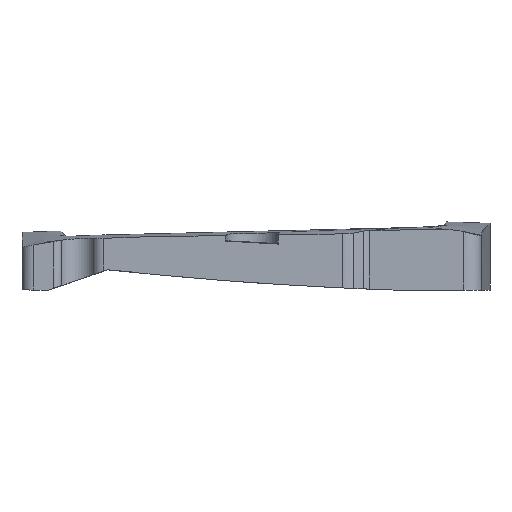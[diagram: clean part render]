
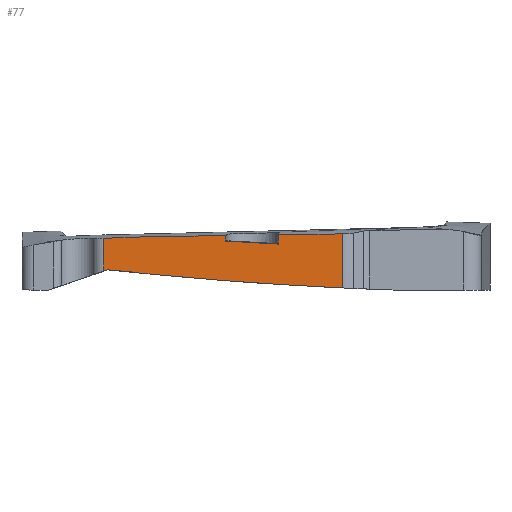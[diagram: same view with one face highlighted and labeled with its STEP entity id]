
A CAD part, front view. The second image highlights one B-rep face of the part: STEP entity #77.
In plain terms, the highlighted planar face has unit normal (-0.008, -1, 0).
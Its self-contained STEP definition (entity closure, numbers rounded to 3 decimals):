
#77=ADVANCED_FACE('',(#198),#199,.T.);
#198=FACE_OUTER_BOUND('',#1932,.T.);
#199=PLANE('',#1933);
#1932=EDGE_LOOP('',(#2401,#2402,#2403,#2404,#2405,#2406,#2407,#2408,#2409));
#1933=AXIS2_PLACEMENT_3D('',#2410,#2411,#2412);
#2401=ORIENTED_EDGE('',*,*,#2903,.T.);
#2402=ORIENTED_EDGE('',*,*,#2863,.T.);
#2403=ORIENTED_EDGE('',*,*,#2855,.T.);
#2404=ORIENTED_EDGE('',*,*,#2905,.F.);
#2405=ORIENTED_EDGE('',*,*,#2808,.T.);
#2406=ORIENTED_EDGE('',*,*,#2925,.T.);
#2407=ORIENTED_EDGE('',*,*,#2886,.T.);
#2408=ORIENTED_EDGE('',*,*,#2926,.T.);
#2409=ORIENTED_EDGE('',*,*,#2804,.T.);
#2410=CARTESIAN_POINT('',(14.154,-92.673,500000.0));
#2411=DIRECTION('',(-0.008,-1.,0.0));
#2412=DIRECTION('',(1.,-0.008,0.0));
#2804=EDGE_CURVE('',#3058,#3056,#3059,.T.);
#2808=EDGE_CURVE('',#3066,#3064,#3067,.T.);
#2855=EDGE_CURVE('',#3139,#3153,#3155,.T.);
#2863=EDGE_CURVE('',#3157,#3139,#3170,.T.);
#2886=EDGE_CURVE('',#3208,#3213,#3215,.T.);
#2903=EDGE_CURVE('',#3056,#3157,#3245,.T.);
#2905=EDGE_CURVE('',#3066,#3153,#3247,.T.);
#2925=EDGE_CURVE('',#3064,#3208,#3274,.T.);
#2926=EDGE_CURVE('',#3213,#3058,#3275,.T.);
#3056=VERTEX_POINT('',#3808);
#3058=VERTEX_POINT('',#3819);
#3059=B_SPLINE_CURVE_WITH_KNOTS('',3,(#3820,#3821,#3822,#3823,#3824,#3825,#3826,#3827,#3828,#3829),.UNSPECIFIED.,.F.,.F.,(4,2,2,2,4),(0.02,0.026,0.031,0.036,0.041),.UNSPECIFIED.);
#3064=VERTEX_POINT('',#3868);
#3066=VERTEX_POINT('',#3873);
#3067=B_SPLINE_CURVE_WITH_KNOTS('',3,(#3874,#3875,#3876,#3877,#3878,#3879,#3880,#3881,#3882,#3883,#3884,#3885),.UNSPECIFIED.,.F.,.F.,(4,2,2,2,2,4),(0.,0.003,0.004,0.006,0.008,0.011),.UNSPECIFIED.);
#3139=VERTEX_POINT('',#4268);
#3153=VERTEX_POINT('',#4296);
#3155=ELLIPSE('',#4298,685.094,685.07);
#3157=VERTEX_POINT('',#4300);
#3170=LINE('',#4316,#4317);
#3208=VERTEX_POINT('',#4361);
#3213=VERTEX_POINT('',#4367);
#3215=LINE('',#4370,#4371);
#3245=LINE('',#4409,#4410);
#3247=LINE('',#4413,#4414);
#3274=LINE('',#4454,#4455);
#3275=LINE('',#4456,#4457);
#3808=CARTESIAN_POINT('',(-27.244,-92.325,3.983));
#3819=CARTESIAN_POINT('',(-6.108,-92.503,4.399));
#3820=CARTESIAN_POINT('',(-6.108,-92.503,4.399));
#3821=CARTESIAN_POINT('',(-7.871,-92.488,4.448));
#3822=CARTESIAN_POINT('',(-9.634,-92.473,4.53));
#3823=CARTESIAN_POINT('',(-13.158,-92.444,4.52));
#3824=CARTESIAN_POINT('',(-14.918,-92.429,4.427));
#3825=CARTESIAN_POINT('',(-18.44,-92.399,4.317));
#3826=CARTESIAN_POINT('',(-20.202,-92.384,4.297));
#3827=CARTESIAN_POINT('',(-23.723,-92.355,4.183));
#3828=CARTESIAN_POINT('',(-25.484,-92.34,4.09));
#3829=CARTESIAN_POINT('',(-27.244,-92.325,3.983));
#3868=CARTESIAN_POINT('',(3.151,-92.581,4.605));
#3873=CARTESIAN_POINT('',(14.154,-92.673,4.752));
#3874=CARTESIAN_POINT('',(14.154,-92.673,4.752));
#3875=CARTESIAN_POINT('',(13.237,-92.665,4.753));
#3876=CARTESIAN_POINT('',(12.321,-92.658,4.805));
#3877=CARTESIAN_POINT('',(10.946,-92.646,4.873));
#3878=CARTESIAN_POINT('',(10.488,-92.642,4.895));
#3879=CARTESIAN_POINT('',(9.571,-92.635,4.921));
#3880=CARTESIAN_POINT('',(9.113,-92.631,4.925));
#3881=CARTESIAN_POINT('',(7.737,-92.619,4.907));
#3882=CARTESIAN_POINT('',(6.819,-92.612,4.86));
#3883=CARTESIAN_POINT('',(4.984,-92.596,4.74));
#3884=CARTESIAN_POINT('',(4.068,-92.588,4.669));
#3885=CARTESIAN_POINT('',(3.151,-92.581,4.605));
#4268=CARTESIAN_POINT('',(-26.563,-92.331,-1.483));
#4296=CARTESIAN_POINT('',(14.154,-92.673,-4.632));
#4298=AXIS2_PLACEMENT_3D('',#4752,#4753,#4754);
#4300=CARTESIAN_POINT('',(-27.244,-92.325,-1.716));
#4316=CARTESIAN_POINT('',(153254.42,-1381.069,52490.039));
#4317=VECTOR('',#4770,1.0);
#4361=CARTESIAN_POINT('',(3.056,-92.58,2.979));
#4367=CARTESIAN_POINT('',(-6.159,-92.502,3.514));
#4370=CARTESIAN_POINT('',(-28939.474,150.76,1684.747));
#4371=VECTOR('',#4821,1.0);
#4409=CARTESIAN_POINT('',(-27.244,-92.325,500000.0));
#4410=VECTOR('',#4854,1.0);
#4413=CARTESIAN_POINT('',(14.154,-92.673,500000.0));
#4414=VECTOR('',#4856,1.0);
#4454=CARTESIAN_POINT('',(28915.733,-335.669,498323.003));
#4455=VECTOR('',#4888,1.0);
#4456=CARTESIAN_POINT('',(29009.098,-336.454,498311.576));
#4457=VECTOR('',#4889,1.0);
#4752=CARTESIAN_POINT('',(46.599,-92.946,679.669));
#4753=DIRECTION('',(-0.008,-1.,0.0));
#4754=DIRECTION('',(1.,-0.008,-0.0));
#4770=DIRECTION('',(0.946,-0.008,0.324));
#4821=DIRECTION('',(-0.998,0.008,0.058));
#4854=DIRECTION('',(-0.0,-0.0,-1.0));
#4856=DIRECTION('',(-0.0,-0.0,-1.0));
#4888=DIRECTION('',(-0.058,0.,-0.998));
#4889=DIRECTION('',(0.058,0.,0.998));
